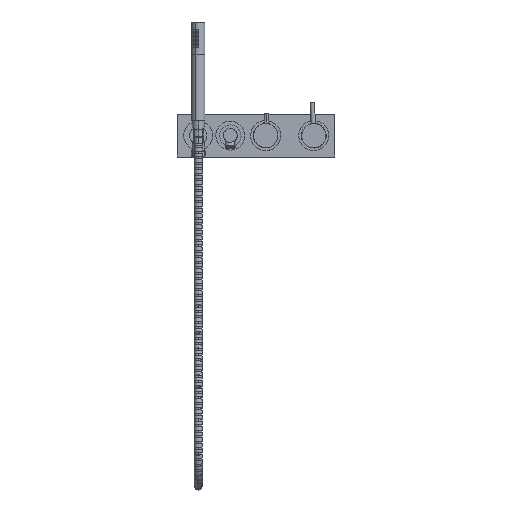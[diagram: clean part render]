
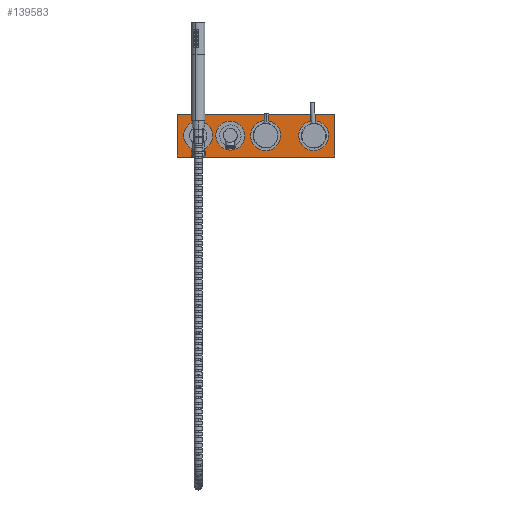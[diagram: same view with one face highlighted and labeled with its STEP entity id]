
A CAD part, top view. The second image highlights one B-rep face of the part: STEP entity #139583.
In plain terms, the highlighted planar face has unit normal (0, 0, 1).
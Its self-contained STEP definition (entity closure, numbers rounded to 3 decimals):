
#755 = VECTOR ( 'NONE', #153493, 1000. ) ;
#3804 = VERTEX_POINT ( 'NONE', #87096 ) ;
#8489 = EDGE_CURVE ( 'NONE', #35260, #103026, #96292, .T. ) ;
#11757 = EDGE_CURVE ( 'NONE', #136561, #154553, #12554, .T. ) ;
#12554 = CIRCLE ( 'NONE', #47967, 23. ) ;
#13245 = DIRECTION ( 'NONE',  ( -1., 0., 0. ) ) ;
#13649 = VERTEX_POINT ( 'NONE', #165826 ) ;
#13753 = CARTESIAN_POINT ( 'NONE',  ( 38., 40., 57.3 ) ) ;
#14576 = FACE_BOUND ( 'NONE', #86488, .T. ) ;
#17590 = AXIS2_PLACEMENT_3D ( 'NONE', #136471, #52926, #150452 ) ;
#17758 = VERTEX_POINT ( 'NONE', #24880 ) ;
#18537 = AXIS2_PLACEMENT_3D ( 'NONE', #82725, #180321, #96761 ) ;
#19834 = VERTEX_POINT ( 'NONE', #144153 ) ;
#22244 = AXIS2_PLACEMENT_3D ( 'NONE', #142444, #58882, #156437 ) ;
#24880 = CARTESIAN_POINT ( 'NONE',  ( 144.5, 0., 57.3 ) ) ;
#33886 = EDGE_CURVE ( 'NONE', #137214, #56368, #152432, .T. ) ;
#35260 = VERTEX_POINT ( 'NONE', #104518 ) ;
#35434 = ORIENTED_EDGE ( 'NONE', *, *, #99099, .F. ) ;
#37378 = DIRECTION ( 'NONE',  ( -1., 0., 0. ) ) ;
#40407 = EDGE_LOOP ( 'NONE', ( #82479, #49937 ) ) ;
#41118 = EDGE_LOOP ( 'NONE', ( #52309, #35434 ) ) ;
#45387 = CIRCLE ( 'NONE', #17590, 12. ) ;
#45466 = DIRECTION ( 'NONE',  ( 0., 0., 1. ) ) ;
#47051 = EDGE_CURVE ( 'NONE', #13649, #17758, #60232, .T. ) ;
#47967 = AXIS2_PLACEMENT_3D ( 'NONE', #49618, #147120, #63561 ) ;
#49247 = CARTESIAN_POINT ( 'NONE',  ( -8., 40., 57.3 ) ) ;
#49618 = CARTESIAN_POINT ( 'NONE',  ( 15., 40., 57.3 ) ) ;
#49937 = ORIENTED_EDGE ( 'NONE', *, *, #98535, .F. ) ;
#51668 = FACE_BOUND ( 'NONE', #40407, .T. ) ;
#52309 = ORIENTED_EDGE ( 'NONE', *, *, #11757, .F. ) ;
#52926 = DIRECTION ( 'NONE',  ( 0., 0., 1. ) ) ;
#54266 = VECTOR ( 'NONE', #159727, 1000. ) ;
#55911 = CARTESIAN_POINT ( 'NONE',  ( -150.5, 0., 57.3 ) ) ;
#56368 = VERTEX_POINT ( 'NONE', #59098 ) ;
#57919 = CARTESIAN_POINT ( 'NONE',  ( -111., 40., 57.3 ) ) ;
#58056 = ORIENTED_EDGE ( 'NONE', *, *, #122497, .F. ) ;
#58882 = DIRECTION ( 'NONE',  ( 0., 0., 1. ) ) ;
#59098 = CARTESIAN_POINT ( 'NONE',  ( -99., 40., 57.3 ) ) ;
#59182 = VERTEX_POINT ( 'NONE', #80856 ) ;
#59921 = DIRECTION ( 'NONE',  ( 0., 0., 1. ) ) ;
#60232 = LINE ( 'NONE', #177150, #167162 ) ;
#60477 = AXIS2_PLACEMENT_3D ( 'NONE', #57919, #155468, #71891 ) ;
#63416 = CARTESIAN_POINT ( 'NONE',  ( 15., 40., 57.3 ) ) ;
#63561 = DIRECTION ( 'NONE',  ( -1., 0., 0. ) ) ;
#71891 = DIRECTION ( 'NONE',  ( -1., 0., 0. ) ) ;
#73279 = EDGE_LOOP ( 'NONE', ( #151087, #108480 ) ) ;
#74833 = LINE ( 'NONE', #55911, #755 ) ;
#77457 = DIRECTION ( 'NONE',  ( -1., 0., 0. ) ) ;
#79928 = ORIENTED_EDGE ( 'NONE', *, *, #87594, .T. ) ;
#80856 = CARTESIAN_POINT ( 'NONE',  ( 144.5, 80., 57.3 ) ) ;
#82479 = ORIENTED_EDGE ( 'NONE', *, *, #33886, .F. ) ;
#82725 = CARTESIAN_POINT ( 'NONE',  ( -3., 40., 57.3 ) ) ;
#84345 = FACE_OUTER_BOUND ( 'NONE', #87794, .T. ) ;
#84892 = ORIENTED_EDGE ( 'NONE', *, *, #47051, .T. ) ;
#86488 = EDGE_LOOP ( 'NONE', ( #151509, #58056 ) ) ;
#87096 = CARTESIAN_POINT ( 'NONE',  ( 128., 40., 57.3 ) ) ;
#87594 = EDGE_CURVE ( 'NONE', #117747, #13649, #74833, .T. ) ;
#87794 = EDGE_LOOP ( 'NONE', ( #152563, #166966, #79928, #84892 ) ) ;
#88459 = LINE ( 'NONE', #120900, #162622 ) ;
#90802 = CARTESIAN_POINT ( 'NONE',  ( 144.5, 0., 57.3 ) ) ;
#90919 = CIRCLE ( 'NONE', #22244, 12. ) ;
#91120 = CIRCLE ( 'NONE', #146189, 23. ) ;
#96292 = CIRCLE ( 'NONE', #122438, 12. ) ;
#96747 = DIRECTION ( 'NONE',  ( 0., 0., 1. ) ) ;
#96761 = DIRECTION ( 'NONE',  ( 1., 0., 0. ) ) ;
#98535 = EDGE_CURVE ( 'NONE', #56368, #137214, #90919, .T. ) ;
#99099 = EDGE_CURVE ( 'NONE', #154553, #136561, #156186, .T. ) ;
#103026 = VERTEX_POINT ( 'NONE', #152638 ) ;
#104518 = CARTESIAN_POINT ( 'NONE',  ( -63., 40., 57.3 ) ) ;
#107560 = DIRECTION ( 'NONE',  ( 1., 0., 0. ) ) ;
#108261 = EDGE_CURVE ( 'NONE', #3804, #19834, #153545, .T. ) ;
#108480 = ORIENTED_EDGE ( 'NONE', *, *, #108261, .F. ) ;
#110134 = PLANE ( 'NONE',  #18537 ) ;
#117747 = VERTEX_POINT ( 'NONE', #147877 ) ;
#120900 = CARTESIAN_POINT ( 'NONE',  ( -150.5, 80., 57.3 ) ) ;
#121453 = FACE_BOUND ( 'NONE', #41118, .T. ) ;
#122438 = AXIS2_PLACEMENT_3D ( 'NONE', #180307, #96747, #13245 ) ;
#122497 = EDGE_CURVE ( 'NONE', #103026, #35260, #45387, .T. ) ;
#127151 = CARTESIAN_POINT ( 'NONE',  ( -123., 40., 57.3 ) ) ;
#128461 = LINE ( 'NONE', #90802, #54266 ) ;
#128972 = CARTESIAN_POINT ( 'NONE',  ( 105., 40., 57.3 ) ) ;
#130931 = AXIS2_PLACEMENT_3D ( 'NONE', #63416, #161010, #77457 ) ;
#136471 = CARTESIAN_POINT ( 'NONE',  ( -51., 40., 57.3 ) ) ;
#136561 = VERTEX_POINT ( 'NONE', #49247 ) ;
#137214 = VERTEX_POINT ( 'NONE', #127151 ) ;
#138377 = EDGE_CURVE ( 'NONE', #17758, #59182, #128461, .T. ) ;
#139583 = ADVANCED_FACE ( 'NONE', ( #51668, #14576, #121453, #158547, #84345 ), #110134, .F. ) ;
#142444 = CARTESIAN_POINT ( 'NONE',  ( -111., 40., 57.3 ) ) ;
#142995 = DIRECTION ( 'NONE',  ( -1., 0., 0. ) ) ;
#143477 = CARTESIAN_POINT ( 'NONE',  ( 105., 40., 57.3 ) ) ;
#144153 = CARTESIAN_POINT ( 'NONE',  ( 82., 40., 57.3 ) ) ;
#146189 = AXIS2_PLACEMENT_3D ( 'NONE', #128972, #45466, #142995 ) ;
#147120 = DIRECTION ( 'NONE',  ( 0., 0., 1. ) ) ;
#147877 = CARTESIAN_POINT ( 'NONE',  ( -150.5, 80., 57.3 ) ) ;
#150359 = EDGE_CURVE ( 'NONE', #59182, #117747, #88459, .T. ) ;
#150452 = DIRECTION ( 'NONE',  ( -1., 0., 0. ) ) ;
#151087 = ORIENTED_EDGE ( 'NONE', *, *, #176774, .F. ) ;
#151509 = ORIENTED_EDGE ( 'NONE', *, *, #8489, .F. ) ;
#152432 = CIRCLE ( 'NONE', #60477, 12. ) ;
#152563 = ORIENTED_EDGE ( 'NONE', *, *, #138377, .T. ) ;
#152638 = CARTESIAN_POINT ( 'NONE',  ( -39., 40., 57.3 ) ) ;
#153493 = DIRECTION ( 'NONE',  ( 0., -1., 0. ) ) ;
#153545 = CIRCLE ( 'NONE', #156242, 23. ) ;
#154553 = VERTEX_POINT ( 'NONE', #13753 ) ;
#155468 = DIRECTION ( 'NONE',  ( 0., 0., 1. ) ) ;
#156186 = CIRCLE ( 'NONE', #130931, 23. ) ;
#156242 = AXIS2_PLACEMENT_3D ( 'NONE', #143477, #59921, #157474 ) ;
#156437 = DIRECTION ( 'NONE',  ( -1., 0., 0. ) ) ;
#157474 = DIRECTION ( 'NONE',  ( -1., 0., 0. ) ) ;
#158547 = FACE_BOUND ( 'NONE', #73279, .T. ) ;
#159727 = DIRECTION ( 'NONE',  ( 0., 1., 0. ) ) ;
#161010 = DIRECTION ( 'NONE',  ( 0., 0., 1. ) ) ;
#162622 = VECTOR ( 'NONE', #37378, 1000. ) ;
#165826 = CARTESIAN_POINT ( 'NONE',  ( -150.5, 0., 57.3 ) ) ;
#166966 = ORIENTED_EDGE ( 'NONE', *, *, #150359, .T. ) ;
#167162 = VECTOR ( 'NONE', #107560, 1000. ) ;
#176774 = EDGE_CURVE ( 'NONE', #19834, #3804, #91120, .T. ) ;
#177150 = CARTESIAN_POINT ( 'NONE',  ( -150.5, 0., 57.3 ) ) ;
#180307 = CARTESIAN_POINT ( 'NONE',  ( -51., 40., 57.3 ) ) ;
#180321 = DIRECTION ( 'NONE',  ( 0., 0., -1. ) ) ;
